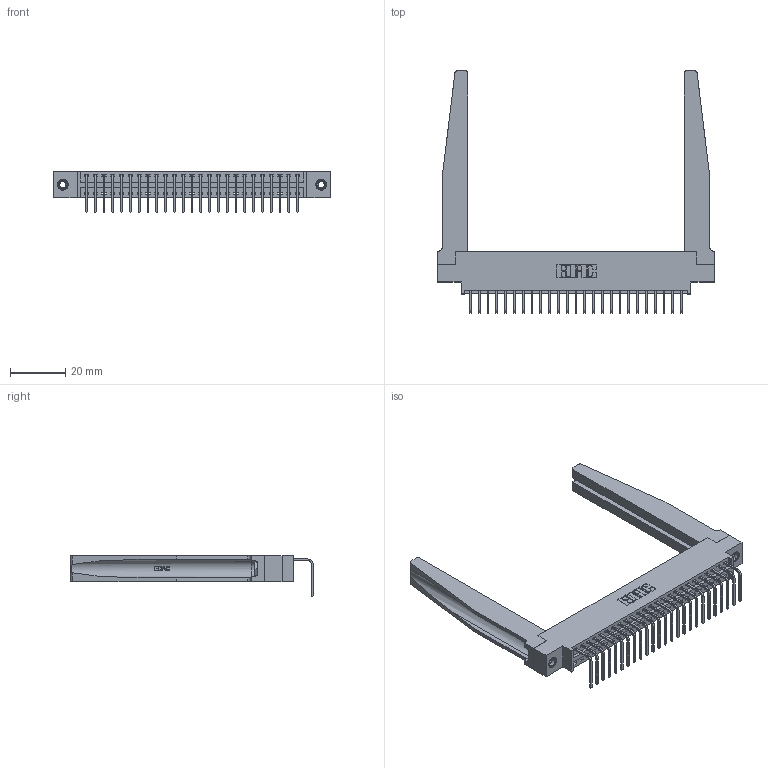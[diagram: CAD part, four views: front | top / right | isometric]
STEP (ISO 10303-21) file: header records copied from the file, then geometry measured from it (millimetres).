
FILE_DESCRIPTION (( 'STEP AP203' ), '1' );
FILE_NAME ('396-025-558-678.STEP', '2019-11-01T06:34:02', ( '' ), ( '' ), 'SwSTEP 2.0', 'SolidWorks 2016', '' );
FILE_SCHEMA (( 'CONFIG_CONTROL_DESIGN' ));
Length unit declared in the file: inch
Products named in the file (5): 346 Part_0.170 Offset - 0.156 Dia-TH; 345-292-001_558 Tail - 2; 346-220-078_345-220-078; 345-250-001_345-250-001-102; 396-025-558-678
Assembly tree (30 placements, depth 2):
  396-025-558-678
    346 Part_0.170 Offset - 0.156 Dia-TH
    345-292-001_558 Tail - 2  x25
    346-220-078_345-220-078  x2
    345-250-001_345-250-001-102  x2
Bounding box: 99.95 x 87.44 x 14.73 mm (x, y, z)
Volume: 16287.7 mm3; surface area: 18736.3 mm2
Topology: 30 solids, 30 shells, 1860 faces, 5499 edges, 3622 vertices
Faces by surface type: plane 1272, cylinder 536, bspline 36, cone 12, torus 4
Entity records: 22768 total; most frequent: CARTESIAN_POINT 4822, ORIENTED_EDGE 3670, DIRECTION 3259, EDGE_CURVE 1835, VECTOR 1509, LINE 1509, VERTEX_POINT 1216, AXIS2_PLACEMENT_3D 875
